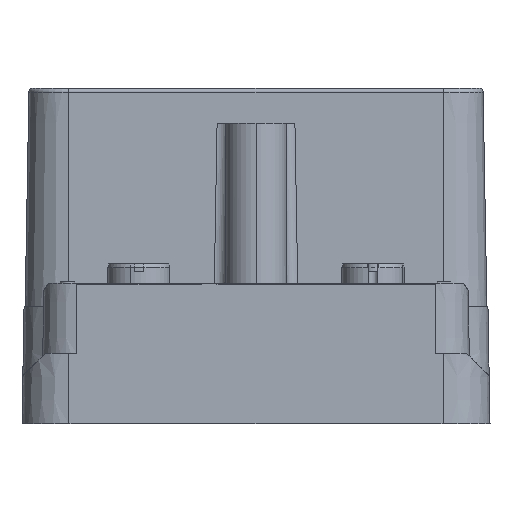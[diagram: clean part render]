
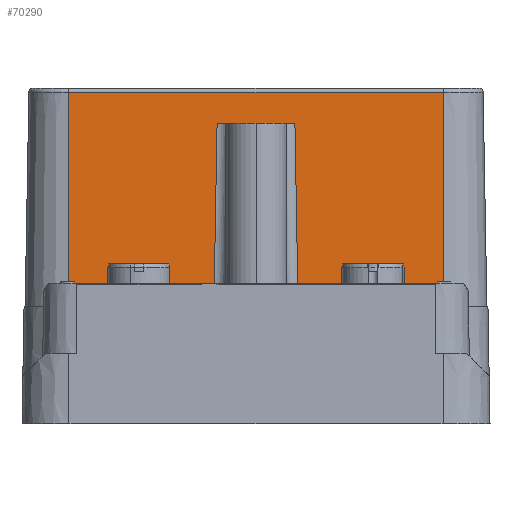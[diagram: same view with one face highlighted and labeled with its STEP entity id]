
A CAD part, front view. The second image highlights one B-rep face of the part: STEP entity #70290.
In plain terms, the highlighted planar face has unit normal (0, -1, 0.018).
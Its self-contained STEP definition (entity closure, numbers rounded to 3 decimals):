
#70231=AXIS2_PLACEMENT_3D('Plane Axis2P3D',#70228,#70229,#70230) ;
#69349=CARTESIAN_POINT('Vertex',(53.893,105.6,15.)) ;
#69352=CARTESIAN_POINT('Line Origine',(44.593,105.6,15.)) ;
#69356=CARTESIAN_POINT('Vertex',(35.293,105.6,15.)) ;
#69416=CARTESIAN_POINT('Vertex',(24.494,105.6,15.)) ;
#69419=CARTESIAN_POINT('Line Origine',(15.194,105.6,15.)) ;
#69423=CARTESIAN_POINT('Vertex',(5.893,105.6,15.)) ;
#70209=CARTESIAN_POINT('Line Origine',(53.893,-8617.803,-499748.436)) ;
#70213=CARTESIAN_POINT('Vertex',(53.893,106.08,42.509)) ;
#70228=CARTESIAN_POINT('Axis2P3D Location',(59.493,105.6,15.)) ;
#70233=CARTESIAN_POINT('Line Origine',(29.893,106.08,42.509)) ;
#70237=CARTESIAN_POINT('Vertex',(5.893,106.08,42.509)) ;
#70240=CARTESIAN_POINT('Line Origine',(5.893,105.84,28.754)) ;
#70245=CARTESIAN_POINT('Line Origine',(24.699,105.805,26.75)) ;
#70249=CARTESIAN_POINT('Vertex',(24.904,106.01,38.5)) ;
#70252=CARTESIAN_POINT('Line Origine',(25.654,106.01,38.5)) ;
#70256=CARTESIAN_POINT('Vertex',(26.404,106.01,38.5)) ;
#70259=CARTESIAN_POINT('Line Origine',(29.893,106.01,38.5)) ;
#70263=CARTESIAN_POINT('Vertex',(33.383,106.01,38.5)) ;
#70266=CARTESIAN_POINT('Line Origine',(34.133,106.01,38.5)) ;
#70270=CARTESIAN_POINT('Vertex',(34.883,106.01,38.5)) ;
#70273=CARTESIAN_POINT('Line Origine',(35.088,105.805,26.75)) ;
#69353=DIRECTION('Vector Direction',(-1.,0.,0.)) ;
#69420=DIRECTION('Vector Direction',(-1.,0.,0.)) ;
#70210=DIRECTION('Vector Direction',(0.,-0.017,-1.)) ;
#70229=DIRECTION('Axis2P3D Direction',(0.,-1.,0.017)) ;
#70230=DIRECTION('Axis2P3D XDirection',(-1.,0.,0.)) ;
#70234=DIRECTION('Vector Direction',(-1.,0.,0.)) ;
#70241=DIRECTION('Vector Direction',(0.,-0.017,-1.)) ;
#70246=DIRECTION('Vector Direction',(-0.017,-0.017,-1.)) ;
#70253=DIRECTION('Vector Direction',(-1.,0.,0.)) ;
#70260=DIRECTION('Vector Direction',(-1.,0.,0.)) ;
#70267=DIRECTION('Vector Direction',(-1.,0.,0.)) ;
#70274=DIRECTION('Vector Direction',(0.017,-0.017,-1.)) ;
#69354=VECTOR('Line Direction',#69353,1.) ;
#69421=VECTOR('Line Direction',#69420,1.) ;
#70211=VECTOR('Line Direction',#70210,1.) ;
#70235=VECTOR('Line Direction',#70234,1.) ;
#70242=VECTOR('Line Direction',#70241,1.) ;
#70247=VECTOR('Line Direction',#70246,1.) ;
#70254=VECTOR('Line Direction',#70253,1.) ;
#70261=VECTOR('Line Direction',#70260,1.) ;
#70268=VECTOR('Line Direction',#70267,1.) ;
#70275=VECTOR('Line Direction',#70274,1.) ;
#70279=ORIENTED_EDGE('',*,*,#69358,.F.) ;
#70280=ORIENTED_EDGE('',*,*,#70215,.T.) ;
#70281=ORIENTED_EDGE('',*,*,#70239,.F.) ;
#70282=ORIENTED_EDGE('',*,*,#70244,.F.) ;
#70283=ORIENTED_EDGE('',*,*,#69425,.F.) ;
#70284=ORIENTED_EDGE('',*,*,#70251,.F.) ;
#70285=ORIENTED_EDGE('',*,*,#70258,.T.) ;
#70286=ORIENTED_EDGE('',*,*,#70265,.T.) ;
#70287=ORIENTED_EDGE('',*,*,#70272,.T.) ;
#70288=ORIENTED_EDGE('',*,*,#70277,.T.) ;
#70290=ADVANCED_FACE('327589.1\\Haube\\427581.1\\Haube',(#70289),#70232,.T.) ;
#69358=EDGE_CURVE('',#69350,#69357,#69355,.T.) ;
#69425=EDGE_CURVE('',#69417,#69424,#69422,.T.) ;
#70215=EDGE_CURVE('',#69350,#70214,#70212,.F.) ;
#70239=EDGE_CURVE('',#70238,#70214,#70236,.F.) ;
#70244=EDGE_CURVE('',#69424,#70238,#70243,.F.) ;
#70251=EDGE_CURVE('',#70250,#69417,#70248,.T.) ;
#70258=EDGE_CURVE('',#70250,#70257,#70255,.F.) ;
#70265=EDGE_CURVE('',#70257,#70264,#70262,.F.) ;
#70272=EDGE_CURVE('',#70264,#70271,#70269,.F.) ;
#70277=EDGE_CURVE('',#70271,#69357,#70276,.T.) ;
#70278=EDGE_LOOP('',(#70279,#70280,#70281,#70282,#70283,#70284,#70285,#70286,#70287,#70288)) ;
#70289=FACE_OUTER_BOUND('',#70278,.T.) ;
#69355=LINE('Line',#69352,#69354) ;
#69422=LINE('Line',#69419,#69421) ;
#70212=LINE('Line',#70209,#70211) ;
#70236=LINE('Line',#70233,#70235) ;
#70243=LINE('Line',#70240,#70242) ;
#70248=LINE('Line',#70245,#70247) ;
#70255=LINE('Line',#70252,#70254) ;
#70262=LINE('Line',#70259,#70261) ;
#70269=LINE('Line',#70266,#70268) ;
#70276=LINE('Line',#70273,#70275) ;
#70232=PLANE('',#70231) ;
#69350=VERTEX_POINT('',#69349) ;
#69357=VERTEX_POINT('',#69356) ;
#69417=VERTEX_POINT('',#69416) ;
#69424=VERTEX_POINT('',#69423) ;
#70214=VERTEX_POINT('',#70213) ;
#70238=VERTEX_POINT('',#70237) ;
#70250=VERTEX_POINT('',#70249) ;
#70257=VERTEX_POINT('',#70256) ;
#70264=VERTEX_POINT('',#70263) ;
#70271=VERTEX_POINT('',#70270) ;
